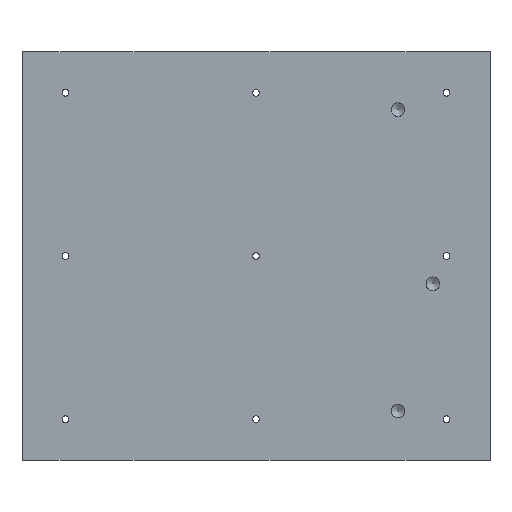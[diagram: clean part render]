
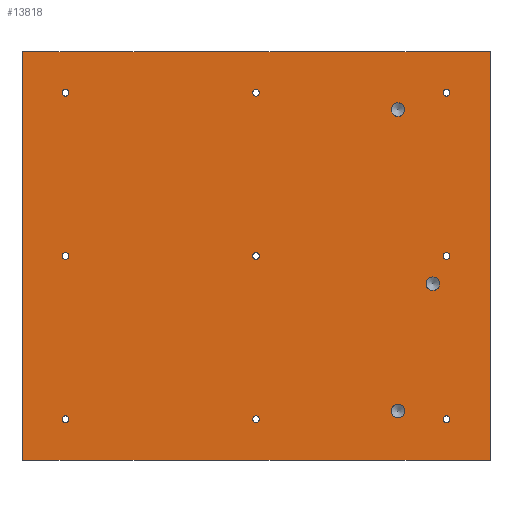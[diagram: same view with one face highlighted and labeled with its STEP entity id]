
A CAD part, front view. The second image highlights one B-rep face of the part: STEP entity #13818.
In plain terms, the highlighted planar face has unit normal (0, -1, 0).
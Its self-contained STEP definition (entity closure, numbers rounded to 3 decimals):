
#13818=ADVANCED_FACE('',(#24597,#24599,#24601,#24603,#24605,#24607,#24609,#24611,
#24613,#24615,#24617,#24619,#24621),#24623,.T.);
#24597=FACE_BOUND('',#24598,.T.);
#24598=EDGE_LOOP('',(#30738,#30739,#30740,#30741));
#24599=FACE_BOUND('',#24600,.T.);
#24600=EDGE_LOOP('',(#30742));
#24601=FACE_BOUND('',#24602,.T.);
#24602=EDGE_LOOP('',(#30743));
#24603=FACE_BOUND('',#24604,.T.);
#24604=EDGE_LOOP('',(#30744));
#24605=FACE_BOUND('',#24606,.T.);
#24606=EDGE_LOOP('',(#30745));
#24607=FACE_BOUND('',#24608,.T.);
#24608=EDGE_LOOP('',(#30746));
#24609=FACE_BOUND('',#24610,.T.);
#24610=EDGE_LOOP('',(#30747));
#24611=FACE_BOUND('',#24612,.T.);
#24612=EDGE_LOOP('',(#30748));
#24613=FACE_BOUND('',#24614,.T.);
#24614=EDGE_LOOP('',(#30749));
#24615=FACE_BOUND('',#24616,.T.);
#24616=EDGE_LOOP('',(#30750));
#24617=FACE_BOUND('',#24618,.T.);
#24618=EDGE_LOOP('',(#30751));
#24619=FACE_BOUND('',#24620,.T.);
#24620=EDGE_LOOP('',(#30752));
#24621=FACE_BOUND('',#24622,.T.);
#24622=EDGE_LOOP('',(#30753));
#24623=PLANE('',#24624);
#24624=AXIS2_PLACEMENT_3D('',#24625,#24626,#24627);
#24625=CARTESIAN_POINT('',(0.,0.,-150.));
#24626=DIRECTION('',(0.,-1.,0.));
#24627=DIRECTION('',(0.,0.,-1.));
#30738=ORIENTED_EDGE('',*,*,#38356,.F.);
#30739=ORIENTED_EDGE('',*,*,#34517,.F.);
#30740=ORIENTED_EDGE('',*,*,#38357,.T.);
#30741=ORIENTED_EDGE('',*,*,#38354,.T.);
#30742=ORIENTED_EDGE('',*,*,#33787,.F.);
#30743=ORIENTED_EDGE('',*,*,#33789,.F.);
#30744=ORIENTED_EDGE('',*,*,#33791,.F.);
#30745=ORIENTED_EDGE('',*,*,#33793,.F.);
#30746=ORIENTED_EDGE('',*,*,#33795,.F.);
#30747=ORIENTED_EDGE('',*,*,#33797,.F.);
#30748=ORIENTED_EDGE('',*,*,#33799,.F.);
#30749=ORIENTED_EDGE('',*,*,#33801,.F.);
#30750=ORIENTED_EDGE('',*,*,#33803,.F.);
#30751=ORIENTED_EDGE('',*,*,#33805,.F.);
#30752=ORIENTED_EDGE('',*,*,#33807,.F.);
#30753=ORIENTED_EDGE('',*,*,#33809,.F.);
#33787=EDGE_CURVE('',#38360,#38360,#38361,.T.);
#33789=EDGE_CURVE('',#38364,#38364,#38365,.T.);
#33791=EDGE_CURVE('',#38368,#38368,#38369,.T.);
#33793=EDGE_CURVE('',#38372,#38372,#38373,.T.);
#33795=EDGE_CURVE('',#38376,#38376,#38377,.T.);
#33797=EDGE_CURVE('',#38380,#38380,#38381,.T.);
#33799=EDGE_CURVE('',#38384,#38384,#38385,.T.);
#33801=EDGE_CURVE('',#38388,#38388,#38389,.T.);
#33803=EDGE_CURVE('',#38392,#38392,#38393,.T.);
#33805=EDGE_CURVE('',#38396,#38396,#38397,.T.);
#33807=EDGE_CURVE('',#38400,#38400,#38401,.T.);
#33809=EDGE_CURVE('',#38404,#38404,#38405,.T.);
#34517=EDGE_CURVE('',#39819,#39815,#39821,.T.);
#38354=EDGE_CURVE('',#45981,#45979,#45982,.T.);
#38356=EDGE_CURVE('',#39815,#45979,#45984,.T.);
#38357=EDGE_CURVE('',#39819,#45981,#45985,.T.);
#38360=VERTEX_POINT('',#46092);
#38361=CIRCLE('',#46093,2.5);
#38364=VERTEX_POINT('',#46203);
#38365=CIRCLE('',#46204,2.5);
#38368=VERTEX_POINT('',#46314);
#38369=CIRCLE('',#46315,2.5);
#38372=VERTEX_POINT('',#46324);
#38373=CIRCLE('',#46325,1.25);
#38376=VERTEX_POINT('',#46334);
#38377=CIRCLE('',#46335,1.25);
#38380=VERTEX_POINT('',#46344);
#38381=CIRCLE('',#46345,1.25);
#38384=VERTEX_POINT('',#46354);
#38385=CIRCLE('',#46355,1.25);
#38388=VERTEX_POINT('',#46364);
#38389=CIRCLE('',#46365,1.25);
#38392=VERTEX_POINT('',#46374);
#38393=CIRCLE('',#46375,1.25);
#38396=VERTEX_POINT('',#46384);
#38397=CIRCLE('',#46385,1.25);
#38400=VERTEX_POINT('',#46394);
#38401=CIRCLE('',#46395,1.25);
#38404=VERTEX_POINT('',#46404);
#38405=CIRCLE('',#46405,1.25);
#39815=VERTEX_POINT('',#49578);
#39819=VERTEX_POINT('',#49586);
#39821=LINE('',#49590,#49591);
#45979=VERTEX_POINT('',#63844);
#45981=VERTEX_POINT('',#63848);
#45982=LINE('',#63849,#63850);
#45984=LINE('',#63855,#63856);
#45985=LINE('',#63858,#63859);
#46092=CARTESIAN_POINT('',(138.159,0.,-23.7));
#46093=AXIS2_PLACEMENT_3D('',#46094,#46095,#46096);
#46094=CARTESIAN_POINT('',(138.159,0.,-21.2));
#46095=DIRECTION('',(0.,-1.,0.));
#46096=DIRECTION('',(0.,0.,1.));
#46203=CARTESIAN_POINT('',(151.,0.,-87.7));
#46204=AXIS2_PLACEMENT_3D('',#46205,#46206,#46207);
#46205=CARTESIAN_POINT('',(151.,0.,-85.2));
#46206=DIRECTION('',(0.,-1.,0.));
#46207=DIRECTION('',(0.,0.,1.));
#46314=CARTESIAN_POINT('',(138.159,0.,-134.5));
#46315=AXIS2_PLACEMENT_3D('',#46316,#46317,#46318);
#46316=CARTESIAN_POINT('',(138.159,0.,-132.));
#46317=DIRECTION('',(0.,-1.,0.));
#46318=DIRECTION('',(0.,0.,1.));
#46324=CARTESIAN_POINT('',(86.,0.,-76.25));
#46325=AXIS2_PLACEMENT_3D('',#46326,#46327,#46328);
#46326=CARTESIAN_POINT('',(86.,0.,-75.));
#46327=DIRECTION('',(0.,-1.,0.));
#46328=DIRECTION('',(0.,0.,1.));
#46334=CARTESIAN_POINT('',(156.,0.,-136.25));
#46335=AXIS2_PLACEMENT_3D('',#46336,#46337,#46338);
#46336=CARTESIAN_POINT('',(156.,0.,-135.));
#46337=DIRECTION('',(0.,-1.,0.));
#46338=DIRECTION('',(0.,0.,1.));
#46344=CARTESIAN_POINT('',(86.,0.,-136.25));
#46345=AXIS2_PLACEMENT_3D('',#46346,#46347,#46348);
#46346=CARTESIAN_POINT('',(86.,0.,-135.));
#46347=DIRECTION('',(0.,-1.,0.));
#46348=DIRECTION('',(0.,0.,1.));
#46354=CARTESIAN_POINT('',(16.,0.,-136.25));
#46355=AXIS2_PLACEMENT_3D('',#46356,#46357,#46358);
#46356=CARTESIAN_POINT('',(16.,0.,-135.));
#46357=DIRECTION('',(0.,-1.,0.));
#46358=DIRECTION('',(0.,0.,1.));
#46364=CARTESIAN_POINT('',(16.,0.,-76.25));
#46365=AXIS2_PLACEMENT_3D('',#46366,#46367,#46368);
#46366=CARTESIAN_POINT('',(16.,0.,-75.));
#46367=DIRECTION('',(0.,-1.,0.));
#46368=DIRECTION('',(0.,0.,1.));
#46374=CARTESIAN_POINT('',(16.,0.,-16.25));
#46375=AXIS2_PLACEMENT_3D('',#46376,#46377,#46378);
#46376=CARTESIAN_POINT('',(16.,0.,-15.));
#46377=DIRECTION('',(0.,-1.,0.));
#46378=DIRECTION('',(0.,0.,1.));
#46384=CARTESIAN_POINT('',(86.,0.,-16.25));
#46385=AXIS2_PLACEMENT_3D('',#46386,#46387,#46388);
#46386=CARTESIAN_POINT('',(86.,0.,-15.));
#46387=DIRECTION('',(0.,-1.,0.));
#46388=DIRECTION('',(0.,0.,1.));
#46394=CARTESIAN_POINT('',(156.,0.,-16.25));
#46395=AXIS2_PLACEMENT_3D('',#46396,#46397,#46398);
#46396=CARTESIAN_POINT('',(156.,0.,-15.));
#46397=DIRECTION('',(0.,-1.,0.));
#46398=DIRECTION('',(0.,0.,1.));
#46404=CARTESIAN_POINT('',(156.,0.,-76.25));
#46405=AXIS2_PLACEMENT_3D('',#46406,#46407,#46408);
#46406=CARTESIAN_POINT('',(156.,0.,-75.));
#46407=DIRECTION('',(0.,-1.,0.));
#46408=DIRECTION('',(0.,0.,1.));
#49578=CARTESIAN_POINT('',(0.,0.,0.));
#49586=CARTESIAN_POINT('',(0.,0.,-150.));
#49590=CARTESIAN_POINT('',(0.,0.,-150.));
#49591=VECTOR('',#49592,1.);
#49592=DIRECTION('',(0.,0.,1.));
#63844=CARTESIAN_POINT('',(172.,0.,0.));
#63848=CARTESIAN_POINT('',(172.,0.,-150.));
#63849=CARTESIAN_POINT('',(172.,0.,-150.));
#63850=VECTOR('',#63851,1.);
#63851=DIRECTION('',(0.,0.,1.));
#63855=CARTESIAN_POINT('',(0.,0.,0.));
#63856=VECTOR('',#63857,1.);
#63857=DIRECTION('',(1.,0.,0.));
#63858=CARTESIAN_POINT('',(0.,0.,-150.));
#63859=VECTOR('',#63860,1.);
#63860=DIRECTION('',(1.,0.,0.));
